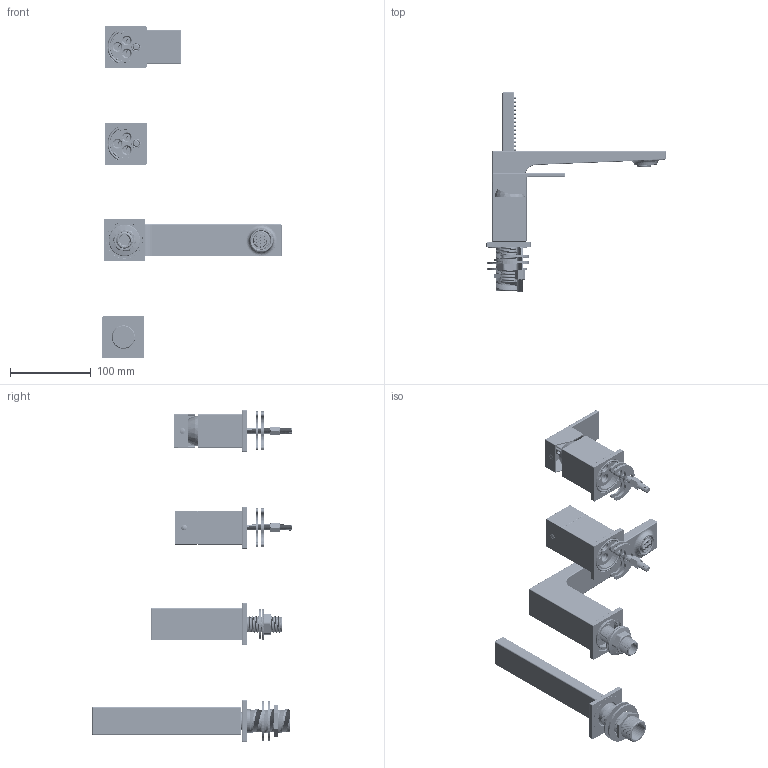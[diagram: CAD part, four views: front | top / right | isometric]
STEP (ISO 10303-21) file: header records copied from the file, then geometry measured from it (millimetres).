
FILE_DESCRIPTION(/* description */ (''),/* implementation_level */ '2;1');
FILE_NAME(/* name */ 'DQ72511T.stp',/* time_stamp */ '2021-08-06T19:10:18+08:00',/* author */ (''),/* organization */ (''),/* preprocessor_version */ 'ST-DEVELOPER v16',/* originating_system */ 'SIEMENS PLM Software NX 10.0',/* authorisation */ '');
FILE_SCHEMA (('AUTOMOTIVE_DESIGN { 1 0 10303 214 3 1 1 1 }'));
Products named in the file (1): Tom568C457Ef007
Bounding box: 222.4 x 248 x 412 mm (x, y, z)
Volume: 546788.1 mm3; surface area: 280831 mm2
Topology: 127 solids, 128 shells, 4670 faces, 12056 edges, 8167 vertices
Faces by surface type: plane 2313, cylinder 1814, bspline 206, cone 205, torus 74, sphere 54, extrusion 2, revolution 2
Full cylindrical faces by diameter (mm): 3 x2, 3.4 x17, 4.4 x3, 4.8 x1, 5.2 x2, 6.5 x1, 7 x1, 7.5 x1, 8 x2, 10 x1, 13.8 x1, 14 x1, 15 x2, 16 x2, 16.5 x1, 17.5 x1, 18.3 x26, 21.5 x1, 22 x1, 23 x2, 23.5 x2, 24 x1, 24.5 x1, 26 x1, 28 x1, 29 x36, 31 x1, 32 x1, 33 x2, 34.5 x1
Entity records: 226595 total; most frequent: CARTESIAN_POINT 115938, ORIENTED_EDGE 23342, DIRECTION 21142, EDGE_CURVE 11671, VERTEX_POINT 7970, AXIS2_PLACEMENT_3D 7535, VECTOR 6070, LINE 6068
